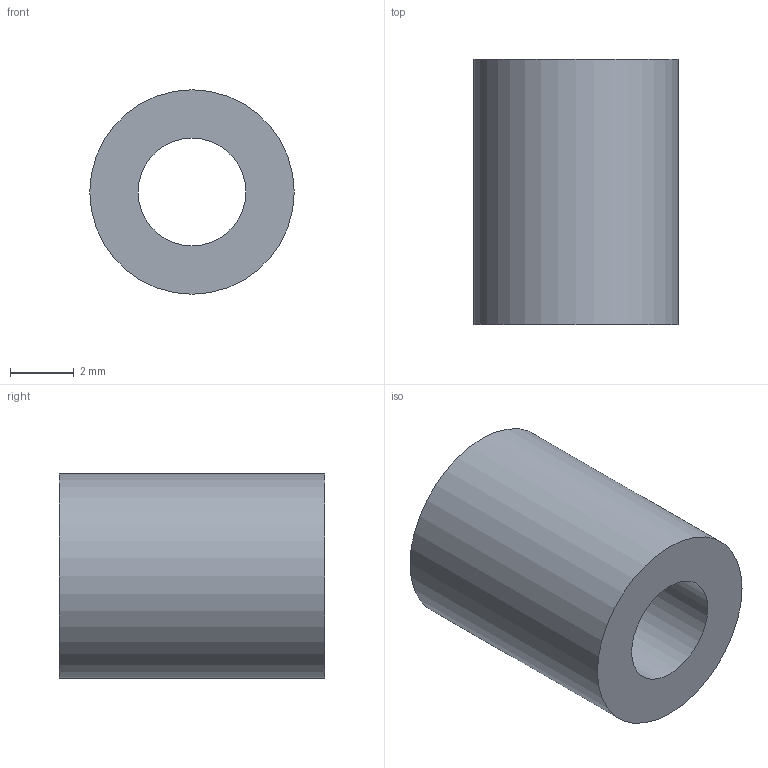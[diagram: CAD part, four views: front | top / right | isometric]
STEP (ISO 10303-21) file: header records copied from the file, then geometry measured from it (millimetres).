
FILE_DESCRIPTION( ( 'Unknown' ), '1' );
FILE_NAME( 'Spacer.stp', 'Unknown', ( 'Unknown' ), ( 'Unknown' ), 'PSStep 16.0.42', 'Unknown', ' ' );
FILE_SCHEMA( ( 'AUTOMOTIVE_DESIGN { 1 0 10303 214 1 1 1 1 }' ) );
Length unit declared in the file: millimetre
Products named in the file (1): 1
Bounding box: 6.41 x 8.32 x 6.41 mm (x, y, z)
Volume: 194.2 mm3; surface area: 302.6 mm2
Topology: 1 solids, 1 shells, 4 faces, 7 edges, 5 vertices
Faces by surface type: plane 2, cylinder 2
Full cylindrical faces by diameter (mm): 3.378 x1, 6.413 x1
Entity records: 136 total; most frequent: DIRECTION 18, CARTESIAN_POINT 13, AXIS2_PLACEMENT_3D 9, EDGE_LOOP 8, ORIENTED_EDGE 8, FACE_OUTER_BOUND 6, STYLED_ITEM 4, PRESENTATION_STYLE_ASSIGNMENT 4
